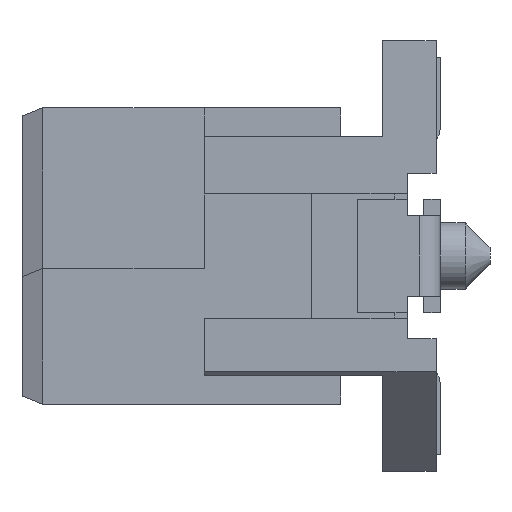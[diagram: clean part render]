
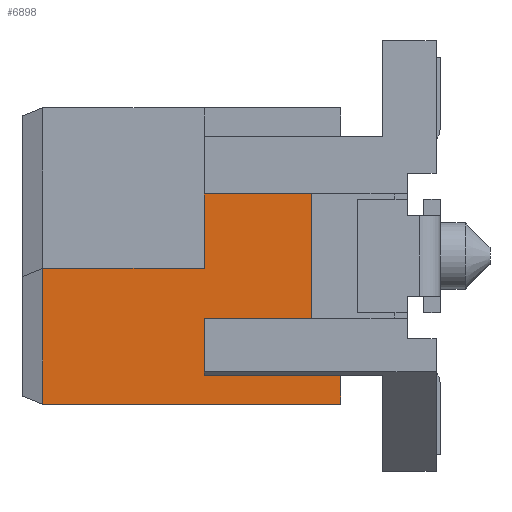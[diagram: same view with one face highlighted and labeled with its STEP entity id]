
A CAD part, left-side view. The second image highlights one B-rep face of the part: STEP entity #6898.
In plain terms, the highlighted planar face has unit normal (-1, 0, 0).
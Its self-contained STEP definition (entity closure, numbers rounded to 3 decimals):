
#6898=ADVANCED_FACE('PLAN_FACE752',(#9069),#7909,.F.);
#7909=PLANE('',#30068);
#9069=FACE_OUTER_BOUND('',#10284,.T.);
#10284=EDGE_LOOP('',(#15363,#15364,#15365,#15366,#15367,#15368,#15369,#15370,
#15371,#15372,#15373,#15374,#15375,#15376));
#15363=ORIENTED_EDGE('',*,*,#22641,.T.);
#15364=ORIENTED_EDGE('',*,*,#22642,.T.);
#15365=ORIENTED_EDGE('',*,*,#21260,.F.);
#15366=ORIENTED_EDGE('',*,*,#21819,.F.);
#15367=ORIENTED_EDGE('',*,*,#21093,.T.);
#15368=ORIENTED_EDGE('',*,*,#22643,.F.);
#15369=ORIENTED_EDGE('',*,*,#22644,.T.);
#15370=ORIENTED_EDGE('',*,*,#22645,.T.);
#15371=ORIENTED_EDGE('',*,*,#21217,.F.);
#15372=ORIENTED_EDGE('',*,*,#22646,.F.);
#15373=ORIENTED_EDGE('',*,*,#20829,.F.);
#15374=ORIENTED_EDGE('',*,*,#22647,.F.);
#15375=ORIENTED_EDGE('',*,*,#20671,.F.);
#15376=ORIENTED_EDGE('',*,*,#21724,.T.);
#17411=VERTEX_POINT('',#36726);
#18242=VERTEX_POINT('',#38793);
#18276=VERTEX_POINT('',#38878);
#18411=VERTEX_POINT('',#39210);
#18412=VERTEX_POINT('',#39211);
#18618=VERTEX_POINT('',#39757);
#18619=VERTEX_POINT('',#39759);
#18703=VERTEX_POINT('',#40005);
#18706=VERTEX_POINT('',#40010);
#18734=VERTEX_POINT('',#40094);
#18735=VERTEX_POINT('',#40096);
#19453=VERTEX_POINT('',#42659);
#19454=VERTEX_POINT('',#42662);
#19455=VERTEX_POINT('',#42664);
#20671=EDGE_CURVE('',#18242,#18276,#23918,.T.);
#20829=EDGE_CURVE('',#18411,#18412,#24055,.T.);
#21093=EDGE_CURVE('',#18619,#18618,#24277,.T.);
#21217=EDGE_CURVE('',#18706,#18703,#24379,.T.);
#21260=EDGE_CURVE('',#18734,#18735,#24421,.T.);
#21724=EDGE_CURVE('',#18242,#17411,#24862,.T.);
#21819=EDGE_CURVE('',#18619,#18734,#24947,.T.);
#22641=EDGE_CURVE('',#17411,#19453,#25656,.T.);
#22642=EDGE_CURVE('',#19453,#18735,#25657,.T.);
#22643=EDGE_CURVE('',#19454,#18618,#25658,.T.);
#22644=EDGE_CURVE('',#19454,#19455,#25659,.T.);
#22645=EDGE_CURVE('',#19455,#18703,#25660,.T.);
#22646=EDGE_CURVE('',#18412,#18706,#25661,.T.);
#22647=EDGE_CURVE('',#18276,#18411,#25662,.T.);
#23918=LINE('',#38877,#26919);
#24055=LINE('',#39209,#27056);
#24277=LINE('',#39758,#27278);
#24379=LINE('',#40011,#27380);
#24421=LINE('',#40095,#27422);
#24862=LINE('',#40948,#27863);
#24947=LINE('',#41129,#27948);
#25656=LINE('',#42658,#28657);
#25657=LINE('',#42660,#28658);
#25658=LINE('',#42661,#28659);
#25659=LINE('',#42663,#28660);
#25660=LINE('',#42665,#28661);
#25661=LINE('',#42666,#28662);
#25662=LINE('',#42667,#28663);
#26919=VECTOR('',#32178,1.);
#27056=VECTOR('',#32435,1.);
#27278=VECTOR('',#32895,1.);
#27380=VECTOR('',#33123,1.);
#27422=VECTOR('',#33193,1.);
#27863=VECTOR('',#33856,1.);
#27948=VECTOR('',#34027,1.);
#28657=VECTOR('',#35648,1.);
#28658=VECTOR('',#35649,1.);
#28659=VECTOR('',#35650,1.);
#28660=VECTOR('',#35651,1.);
#28661=VECTOR('',#35652,1.);
#28662=VECTOR('',#35653,1.);
#28663=VECTOR('',#35654,1.);
#30068=AXIS2_PLACEMENT_3D('',#42668,#35655,#35656);
#32178=DIRECTION('',(0.,-1.,0.));
#32435=DIRECTION('',(0.,-1.,0.));
#32895=DIRECTION('',(0.,-1.,0.));
#33123=DIRECTION('',(0.,1.,0.));
#33193=DIRECTION('',(0.,-1.,0.));
#33856=DIRECTION('',(0.,0.,-1.));
#34027=DIRECTION('',(0.,0.,-1.));
#35648=DIRECTION('',(0.,-1.,0.));
#35649=DIRECTION('',(0.,0.,1.));
#35650=DIRECTION('',(0.,0.,-1.));
#35651=DIRECTION('',(0.,1.,0.));
#35652=DIRECTION('',(0.,0.,1.));
#35653=DIRECTION('',(0.,0.,-1.));
#35654=DIRECTION('',(0.,0.,1.));
#35655=DIRECTION('',(1.,0.,0.));
#35656=DIRECTION('',(0.,-1.,0.));
#36726=CARTESIAN_POINT('',(-8.24,3.25,-1.79));
#38793=CARTESIAN_POINT('',(-8.24,3.25,-0.15));
#38877=CARTESIAN_POINT('',(-8.24,3.25,-0.15));
#38878=CARTESIAN_POINT('',(-8.24,1.3,-0.15));
#39209=CARTESIAN_POINT('',(-8.24,1.3,1.125));
#39210=CARTESIAN_POINT('',(-8.24,1.3,1.125));
#39211=CARTESIAN_POINT('',(-8.24,-0.35,1.125));
#39757=CARTESIAN_POINT('',(-8.24,-0.35,-1.125));
#39758=CARTESIAN_POINT('',(-8.24,1.3,-1.125));
#39759=CARTESIAN_POINT('',(-8.24,1.3,-1.125));
#40005=CARTESIAN_POINT('',(-8.24,0.,1.05));
#40010=CARTESIAN_POINT('',(-8.24,-0.35,1.05));
#40011=CARTESIAN_POINT('',(-8.24,-0.35,1.05));
#40094=CARTESIAN_POINT('',(-8.24,1.3,-1.44));
#40095=CARTESIAN_POINT('',(-8.24,1.3,-1.44));
#40096=CARTESIAN_POINT('',(-8.24,-0.35,-1.44));
#40948=CARTESIAN_POINT('',(-8.24,3.25,-0.15));
#41129=CARTESIAN_POINT('',(-8.24,1.3,-1.125));
#42658=CARTESIAN_POINT('',(-8.24,3.25,-1.79));
#42659=CARTESIAN_POINT('',(-8.24,-0.35,-1.79));
#42660=CARTESIAN_POINT('',(-8.24,-0.35,-1.79));
#42661=CARTESIAN_POINT('',(-8.24,-0.35,-1.05));
#42662=CARTESIAN_POINT('',(-8.24,-0.35,-1.05));
#42663=CARTESIAN_POINT('',(-8.24,-0.35,-1.05));
#42664=CARTESIAN_POINT('',(-8.24,0.,-1.05));
#42665=CARTESIAN_POINT('',(-8.24,0.,-1.05));
#42666=CARTESIAN_POINT('',(-8.24,-0.35,1.125));
#42667=CARTESIAN_POINT('',(-8.24,1.3,-0.15));
#42668=CARTESIAN_POINT('',(-8.24,3.5,1.79));
